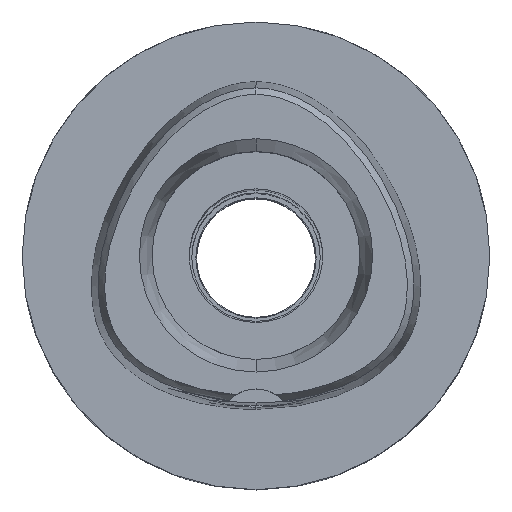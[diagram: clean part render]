
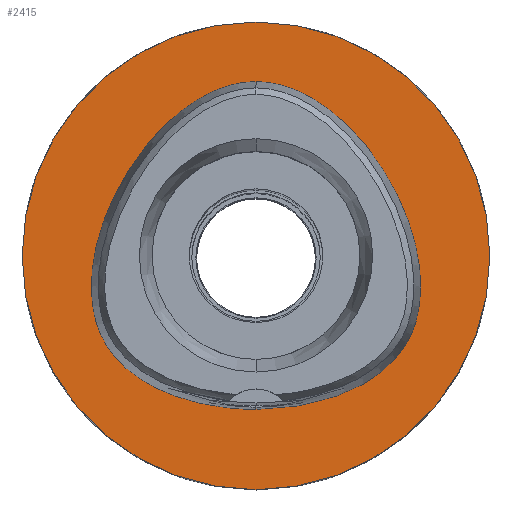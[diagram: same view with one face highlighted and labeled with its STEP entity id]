
A CAD part, top view. The second image highlights one B-rep face of the part: STEP entity #2415.
In plain terms, the highlighted planar face has unit normal (0, 0, 1).
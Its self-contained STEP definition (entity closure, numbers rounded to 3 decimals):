
#298=CARTESIAN_POINT('',(0.,0.,0.));
#299=DIRECTION('',(0.,0.,-1.));
#300=DIRECTION('',(0.,-1.,0.));
#301=AXIS2_PLACEMENT_3D('',#298,#299,#300);
#306=CARTESIAN_POINT('',(0.,0.,0.));
#307=DIRECTION('',(0.,0.,-1.));
#308=DIRECTION('',(0.,1.,0.));
#309=AXIS2_PLACEMENT_3D('',#306,#307,#308);
#314=CARTESIAN_POINT('',(0.,-20.675,0.));
#315=CARTESIAN_POINT('',(1.,-20.675,0.));
#316=CARTESIAN_POINT('',(2.956,-20.592,
0.));
#317=CARTESIAN_POINT('',(5.789,-20.235,0.));
#318=CARTESIAN_POINT('',(8.432,-19.671,0.));
#319=CARTESIAN_POINT('',(10.82,-18.94,0.));
#320=CARTESIAN_POINT('',(12.914,-18.086,0.));
#321=CARTESIAN_POINT('',(14.724,-17.146,0.));
#322=CARTESIAN_POINT('',(16.276,-16.14,0.));
#323=CARTESIAN_POINT('',(17.58,-15.098,0.));
#324=CARTESIAN_POINT('',(18.675,-14.023,0.));
#325=CARTESIAN_POINT('',(19.59,-12.913,0.));
#326=CARTESIAN_POINT('',(20.353,-11.751,0.));
#327=CARTESIAN_POINT('',(20.982,-10.501,0.));
#328=CARTESIAN_POINT('',(21.485,-9.151,0.));
#329=CARTESIAN_POINT('',(21.869,-7.658,0.));
#330=CARTESIAN_POINT('',(22.118,-6.003,0.));
#331=CARTESIAN_POINT('',(22.211,-4.156,0.));
#332=CARTESIAN_POINT('',(22.118,-2.112,0.));
#333=CARTESIAN_POINT('',(21.805,0.136,0.));
#334=CARTESIAN_POINT('',(21.241,2.57,0.));
#335=CARTESIAN_POINT('',(20.403,5.146,0.));
#336=CARTESIAN_POINT('',(19.284,7.796,0.));
#337=CARTESIAN_POINT('',(17.907,10.417,0.));
#338=CARTESIAN_POINT('',(16.315,12.915,0.));
#339=CARTESIAN_POINT('',(14.578,15.193,0.));
#340=CARTESIAN_POINT('',(12.763,17.195,0.));
#341=CARTESIAN_POINT('',(10.94,18.884,0.));
#342=CARTESIAN_POINT('',(9.156,20.263,0.));
#343=CARTESIAN_POINT('',(7.437,21.353,0.));
#344=CARTESIAN_POINT('',(5.8,22.183,0.));
#345=CARTESIAN_POINT('',(4.24,22.789,0.));
#346=CARTESIAN_POINT('',(2.759,23.195,0.));
#347=CARTESIAN_POINT('',(1.347,23.426,
0.));
#348=CARTESIAN_POINT('',(0.442,23.475,
0.));
#349=CARTESIAN_POINT('',(0.,23.475,
0.));
#354=CARTESIAN_POINT('',(0.,23.475,
0.));
#355=CARTESIAN_POINT('',(-0.443,23.475,
0.));
#356=CARTESIAN_POINT('',(-1.348,23.426,
0.));
#357=CARTESIAN_POINT('',(-2.76,23.195,0.));
#358=CARTESIAN_POINT('',(-4.241,22.789,0.));
#359=CARTESIAN_POINT('',(-5.802,22.183,0.));
#360=CARTESIAN_POINT('',(-7.44,21.351,0.));
#361=CARTESIAN_POINT('',(-9.159,20.26,0.));
#362=CARTESIAN_POINT('',(-10.945,18.88,0.));
#363=CARTESIAN_POINT('',(-12.769,17.189,0.));
#364=CARTESIAN_POINT('',(-14.584,15.186,0.));
#365=CARTESIAN_POINT('',(-16.32,12.907,0.));
#366=CARTESIAN_POINT('',(-17.912,10.408,0.));
#367=CARTESIAN_POINT('',(-19.287,7.789,0.));
#368=CARTESIAN_POINT('',(-20.406,5.139,0.));
#369=CARTESIAN_POINT('',(-21.242,2.568,0.));
#370=CARTESIAN_POINT('',(-21.806,0.135,0.));
#371=CARTESIAN_POINT('',(-22.117,-2.109,0.));
#372=CARTESIAN_POINT('',(-22.211,-4.152,0.));
#373=CARTESIAN_POINT('',(-22.119,-6.001,0.));
#374=CARTESIAN_POINT('',(-21.869,-7.658,0.));
#375=CARTESIAN_POINT('',(-21.488,-9.142,0.));
#376=CARTESIAN_POINT('',(-20.986,-10.49,0.));
#377=CARTESIAN_POINT('',(-20.367,-11.727,0.));
#378=CARTESIAN_POINT('',(-19.604,-12.894,0.));
#379=CARTESIAN_POINT('',(-18.691,-14.006,0.));
#380=CARTESIAN_POINT('',(-17.594,-15.086,0.));
#381=CARTESIAN_POINT('',(-16.287,-16.132,0.));
#382=CARTESIAN_POINT('',(-14.742,-17.136,0.));
#383=CARTESIAN_POINT('',(-12.93,-18.079,0.));
#384=CARTESIAN_POINT('',(-10.833,-18.935,0.));
#385=CARTESIAN_POINT('',(-8.446,-19.667,0.));
#386=CARTESIAN_POINT('',(-5.796,-20.234,0.));
#387=CARTESIAN_POINT('',(-2.956,-20.592,
0.));
#388=CARTESIAN_POINT('',(-0.999,-20.675,0.));
#389=CARTESIAN_POINT('',(0.,-20.675,0.));
#1563=VERTEX_POINT('',#354);
#1564=VERTEX_POINT('',#389);
#1569=CARTESIAN_POINT('',(0.,-31.5,0.));
#1570=CARTESIAN_POINT('',(0.,31.5,0.));
#1571=VERTEX_POINT('',#1569);
#1572=VERTEX_POINT('',#1570);
#2399=CARTESIAN_POINT('',(0.,0.,0.));
#2400=DIRECTION('',(0.,0.,-1.));
#2401=DIRECTION('',(0.,-1.,0.));
#2402=AXIS2_PLACEMENT_3D('',#2399,#2400,#2401);
#2403=PLANE('',#2402);
#2405=ORIENTED_EDGE('',*,*,#2404,.T.);
#2407=ORIENTED_EDGE('',*,*,#2406,.T.);
#2408=EDGE_LOOP('',(#2405,#2407));
#2409=FACE_OUTER_BOUND('',#2408,.F.);
#2411=ORIENTED_EDGE('',*,*,#2410,.T.);
#2412=ORIENTED_EDGE('',*,*,#2382,.T.);
#2413=EDGE_LOOP('',(#2411,#2412));
#2414=FACE_BOUND('',#2413,.F.);
#302=CIRCLE('',#301,31.5);
#310=CIRCLE('',#309,31.5);
#350=B_SPLINE_CURVE_WITH_KNOTS('',3,(#314,#315,#316,#317,#318,#319,#320,#321,
#322,#323,#324,#325,#326,#327,#328,#329,#330,#331,#332,#333,#334,#335,#336,#337,
#338,#339,#340,#341,#342,#343,#344,#345,#346,#347,#348,#349),.UNSPECIFIED.,.F.,
.F.,(4,1,1,1,1,1,1,1,1,1,1,1,1,1,1,1,1,1,1,1,1,1,1,1,1,1,1,1,1,1,1,1,1,4),(0.,
0.03,0.061,0.091,0.121,
0.152,0.182,0.212,0.242,
0.273,0.303,0.333,0.364,
0.394,0.424,0.455,0.485,
0.515,0.545,0.576,0.606,
0.636,0.667,0.697,0.727,
0.758,0.788,0.818,0.848,
0.879,0.909,0.939,0.97,1.),
.UNSPECIFIED.);
#390=B_SPLINE_CURVE_WITH_KNOTS('',3,(#354,#355,#356,#357,#358,#359,#360,#361,
#362,#363,#364,#365,#366,#367,#368,#369,#370,#371,#372,#373,#374,#375,#376,#377,
#378,#379,#380,#381,#382,#383,#384,#385,#386,#387,#388,#389),.UNSPECIFIED.,.F.,
.F.,(4,1,1,1,1,1,1,1,1,1,1,1,1,1,1,1,1,1,1,1,1,1,1,1,1,1,1,1,1,1,1,1,1,4),(0.,
0.03,0.061,0.091,0.121,
0.152,0.182,0.212,0.242,
0.273,0.303,0.333,0.364,
0.394,0.424,0.455,0.485,
0.515,0.545,0.576,0.606,
0.636,0.667,0.697,0.727,
0.758,0.788,0.818,0.848,
0.879,0.909,0.939,0.97,1.),
.UNSPECIFIED.);
#2382=EDGE_CURVE('',#1563,#1564,#390,.T.);
#2404=EDGE_CURVE('',#1571,#1572,#302,.T.);
#2406=EDGE_CURVE('',#1572,#1571,#310,.T.);
#2410=EDGE_CURVE('',#1564,#1563,#350,.T.);
#2415=ADVANCED_FACE('',(#2409,#2414),#2403,.F.);
